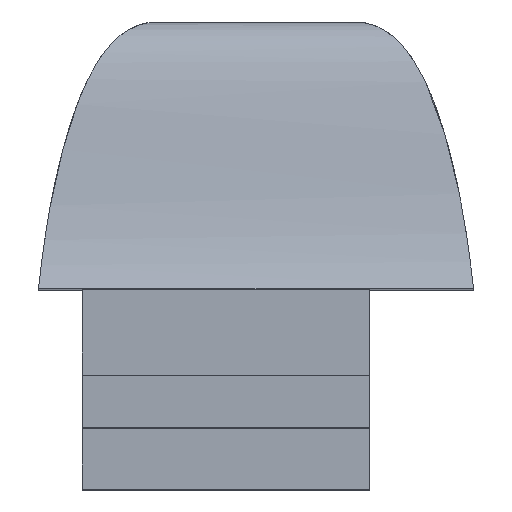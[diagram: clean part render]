
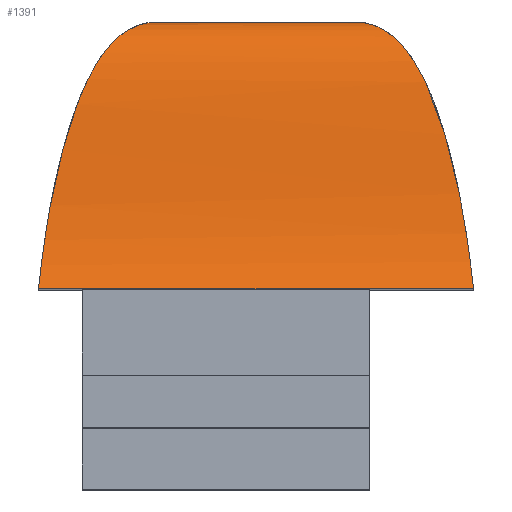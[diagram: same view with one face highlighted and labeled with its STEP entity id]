
A CAD part, top view. The second image highlights one B-rep face of the part: STEP entity #1391.
In plain terms, the highlighted free-form (B-spline) face has degree [5, 1] with [10, 2] control points.
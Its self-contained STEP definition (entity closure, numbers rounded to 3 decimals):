
#20=(
BOUNDED_SURFACE()
B_SPLINE_SURFACE(5,1,((#3534,#3535),(#3536,#3537),(#3538,#3539),(#3540,
#3541),(#3542,#3543),(#3544,#3545),(#3546,#3547),(#3548,#3549),(#3550,#3551),
(#3552,#3553)),.UNSPECIFIED.,.F.,.F.,.F.)
B_SPLINE_SURFACE_WITH_KNOTS((6,1,1,1,1,6),(2,2),(0.,0.2,0.4,0.6,0.8,1.),
(-0.2,0.3),.UNSPECIFIED.)
GEOMETRIC_REPRESENTATION_ITEM()
RATIONAL_B_SPLINE_SURFACE(((1.,1.),(1.,1.),(1.,1.),(1.,1.),(1.,1.),(1.,
1.),(1.,1.),(1.,1.),(1.,1.),(1.,1.)))
REPRESENTATION_ITEM('')
SURFACE()
);
#134=FACE_OUTER_BOUND('',#208,.T.);
#208=EDGE_LOOP('',(#1274,#1275,#1276,#1277));
#463=B_SPLINE_CURVE_WITH_KNOTS('',3,(#2541,#2542,#2543,#2544),
 .UNSPECIFIED.,.F.,.F.,(4,4),(0.129,0.371),
 .UNSPECIFIED.);
#466=B_SPLINE_CURVE_WITH_KNOTS('',3,(#2582,#2583,#2584,#2585,#2586,#2587,
#2588,#2589,#2590,#2591,#2592,#2593,#2594,#2595),.UNSPECIFIED.,.F.,.F.,
(4,2,2,2,2,2,4),(0.,0.07,0.195,0.338,
0.431,0.484,0.517),.UNSPECIFIED.);
#515=B_SPLINE_CURVE_WITH_KNOTS('',3,(#3347,#3348,#3349,#3350,#3351,#3352,
#3353,#3354,#3355,#3356,#3357,#3358,#3359,#3360),.UNSPECIFIED.,.F.,.F.,
(4,2,2,2,2,2,4),(0.012,0.027,0.052,
0.096,0.163,0.221,0.254),
 .UNSPECIFIED.);
#519=B_SPLINE_CURVE_WITH_KNOTS('',3,(#3554,#3555,#3556,#3557,#3558,#3559),
 .UNSPECIFIED.,.F.,.F.,(4,2,4),(-0.5,-0.25,0.),.UNSPECIFIED.);
#598=VERTEX_POINT('',#2483);
#601=VERTEX_POINT('',#2514);
#604=VERTEX_POINT('',#2581);
#627=VERTEX_POINT('',#3345);
#754=EDGE_CURVE('',#601,#598,#463,.T.);
#758=EDGE_CURVE('',#604,#598,#466,.T.);
#811=EDGE_CURVE('',#601,#627,#515,.T.);
#869=EDGE_CURVE('',#604,#627,#519,.T.);
#1274=ORIENTED_EDGE('',*,*,#754,.F.);
#1275=ORIENTED_EDGE('',*,*,#811,.T.);
#1276=ORIENTED_EDGE('',*,*,#869,.F.);
#1277=ORIENTED_EDGE('',*,*,#758,.T.);
#1391=ADVANCED_FACE('',(#134),#20,.T.);
#2483=CARTESIAN_POINT('',(-0.095,5.367,2.606));
#2514=CARTESIAN_POINT('',(-2.505,5.367,2.606));
#2541=CARTESIAN_POINT('Ctrl Pts',(-2.505,5.367,2.606));
#2542=CARTESIAN_POINT('Ctrl Pts',(-1.702,5.367,2.606));
#2543=CARTESIAN_POINT('Ctrl Pts',(-0.898,5.367,2.606));
#2544=CARTESIAN_POINT('Ctrl Pts',(-0.095,5.367,2.606));
#2581=CARTESIAN_POINT('',(1.2,2.3,3.831));
#2582=CARTESIAN_POINT('Ctrl Pts',(1.2,2.3,3.831));
#2583=CARTESIAN_POINT('Ctrl Pts',(1.18,2.497,3.704));
#2584=CARTESIAN_POINT('Ctrl Pts',(1.153,2.712,3.615));
#2585=CARTESIAN_POINT('Ctrl Pts',(1.059,3.322,3.428));
#2586=CARTESIAN_POINT('Ctrl Pts',(0.973,3.746,3.368));
#2587=CARTESIAN_POINT('Ctrl Pts',(0.718,4.576,3.223));
#2588=CARTESIAN_POINT('Ctrl Pts',(0.583,4.83,3.149));
#2589=CARTESIAN_POINT('Ctrl Pts',(0.381,5.107,3.01));
#2590=CARTESIAN_POINT('Ctrl Pts',(0.293,5.197,2.944));
#2591=CARTESIAN_POINT('Ctrl Pts',(0.135,5.299,2.814));
#2592=CARTESIAN_POINT('Ctrl Pts',(0.076,5.326,2.763));
#2593=CARTESIAN_POINT('Ctrl Pts',(-0.021,5.355,2.675));
#2594=CARTESIAN_POINT('Ctrl Pts',(-0.058,5.362,
2.641));
#2595=CARTESIAN_POINT('Ctrl Pts',(-0.095,5.367,
2.606));
#3345=CARTESIAN_POINT('',(-3.8,2.3,3.831));
#3347=CARTESIAN_POINT('Ctrl Pts',(-2.505,5.367,2.606));
#3348=CARTESIAN_POINT('Ctrl Pts',(-2.542,5.362,2.641));
#3349=CARTESIAN_POINT('Ctrl Pts',(-2.579,5.355,2.675));
#3350=CARTESIAN_POINT('Ctrl Pts',(-2.676,5.326,2.763));
#3351=CARTESIAN_POINT('Ctrl Pts',(-2.735,5.299,2.814));
#3352=CARTESIAN_POINT('Ctrl Pts',(-2.893,5.197,2.944));
#3353=CARTESIAN_POINT('Ctrl Pts',(-2.981,5.107,3.01));
#3354=CARTESIAN_POINT('Ctrl Pts',(-3.183,4.83,3.149));
#3355=CARTESIAN_POINT('Ctrl Pts',(-3.318,4.576,3.223));
#3356=CARTESIAN_POINT('Ctrl Pts',(-3.573,3.746,3.368));
#3357=CARTESIAN_POINT('Ctrl Pts',(-3.659,3.322,3.428));
#3358=CARTESIAN_POINT('Ctrl Pts',(-3.753,2.712,3.615));
#3359=CARTESIAN_POINT('Ctrl Pts',(-3.78,2.497,3.704));
#3360=CARTESIAN_POINT('Ctrl Pts',(-3.8,2.3,3.831));
#3534=CARTESIAN_POINT('Ctrl Pts',(1.2,2.2,3.9));
#3535=CARTESIAN_POINT('Ctrl Pts',(-3.8,2.2,3.9));
#3536=CARTESIAN_POINT('Ctrl Pts',(1.2,2.32,3.812));
#3537=CARTESIAN_POINT('Ctrl Pts',(-3.8,2.32,3.812));
#3538=CARTESIAN_POINT('Ctrl Pts',(1.2,2.58,3.656));
#3539=CARTESIAN_POINT('Ctrl Pts',(-3.8,2.58,3.656));
#3540=CARTESIAN_POINT('Ctrl Pts',(1.2,3.032,3.486));
#3541=CARTESIAN_POINT('Ctrl Pts',(-3.8,3.032,3.486));
#3542=CARTESIAN_POINT('Ctrl Pts',(1.2,3.725,3.359));
#3543=CARTESIAN_POINT('Ctrl Pts',(-3.8,3.725,3.359));
#3544=CARTESIAN_POINT('Ctrl Pts',(1.2,4.583,3.245));
#3545=CARTESIAN_POINT('Ctrl Pts',(-3.8,4.583,3.245));
#3546=CARTESIAN_POINT('Ctrl Pts',(1.2,5.109,3.077));
#3547=CARTESIAN_POINT('Ctrl Pts',(-3.8,5.109,3.077));
#3548=CARTESIAN_POINT('Ctrl Pts',(1.2,5.324,2.848));
#3549=CARTESIAN_POINT('Ctrl Pts',(-3.8,5.324,2.848));
#3550=CARTESIAN_POINT('Ctrl Pts',(1.2,5.372,2.639));
#3551=CARTESIAN_POINT('Ctrl Pts',(-3.8,5.372,2.639));
#3552=CARTESIAN_POINT('Ctrl Pts',(1.2,5.372,2.52));
#3553=CARTESIAN_POINT('Ctrl Pts',(-3.8,5.372,2.52));
#3554=CARTESIAN_POINT('Ctrl Pts',(1.2,2.3,3.831));
#3555=CARTESIAN_POINT('Ctrl Pts',(0.367,2.3,3.831));
#3556=CARTESIAN_POINT('Ctrl Pts',(-0.467,2.3,3.831));
#3557=CARTESIAN_POINT('Ctrl Pts',(-2.133,2.3,3.831));
#3558=CARTESIAN_POINT('Ctrl Pts',(-2.967,2.3,3.831));
#3559=CARTESIAN_POINT('Ctrl Pts',(-3.8,2.3,3.831));
